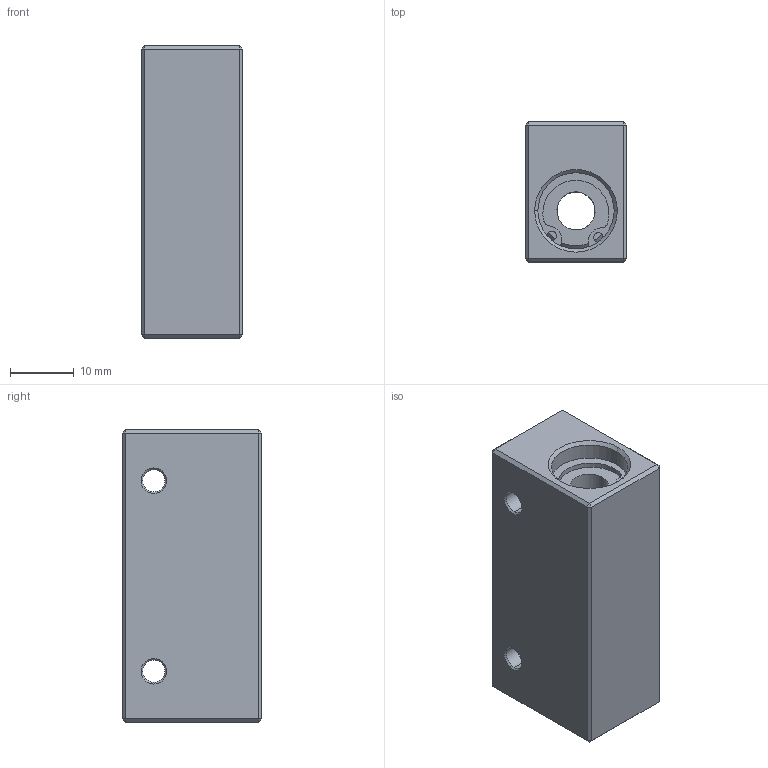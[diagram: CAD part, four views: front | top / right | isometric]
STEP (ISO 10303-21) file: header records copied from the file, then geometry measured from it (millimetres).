
FILE_DESCRIPTION (( 'STEP AP203' ), '1' );
FILE_NAME ('AL6LUU蚾饜尨砩芞.STEP', '2025-11-07T10:38:26', ( '' ), ( '' ), 'SwSTEP 2.0', 'SolidWorks 2022', '' );
FILE_SCHEMA (( 'CONFIG_CONTROL_DESIGN' ));
Length unit declared in the file: millimetre
Products named in the file (4): LM6LUU縐銅; LM6LUU外圈; AL6LUU蚾饜尨砩芞; AK6LUU假蚾褲
Assembly tree (5 placements, depth 2):
  AL6LUU蚾饜尨砩芞
    AK6LUU假蚾褲
    LM6LUU外圈  x2
    LM6LUU縐銅  x2
Bounding box: 16 x 22 x 46 mm (x, y, z)
Volume: 13502.3 mm3; surface area: 9003.3 mm2
Topology: 5 solids, 5 shells, 152 faces, 336 edges, 208 vertices
Faces by surface type: cylinder 76, plane 52, cone 24
Entity records: 3627 total; most frequent: CARTESIAN_POINT 614, DIRECTION 589, ORIENTED_EDGE 482, EDGE_CURVE 241, AXIS2_PLACEMENT_3D 233, VERTEX_POINT 146, EDGE_LOOP 137, VECTOR 123
